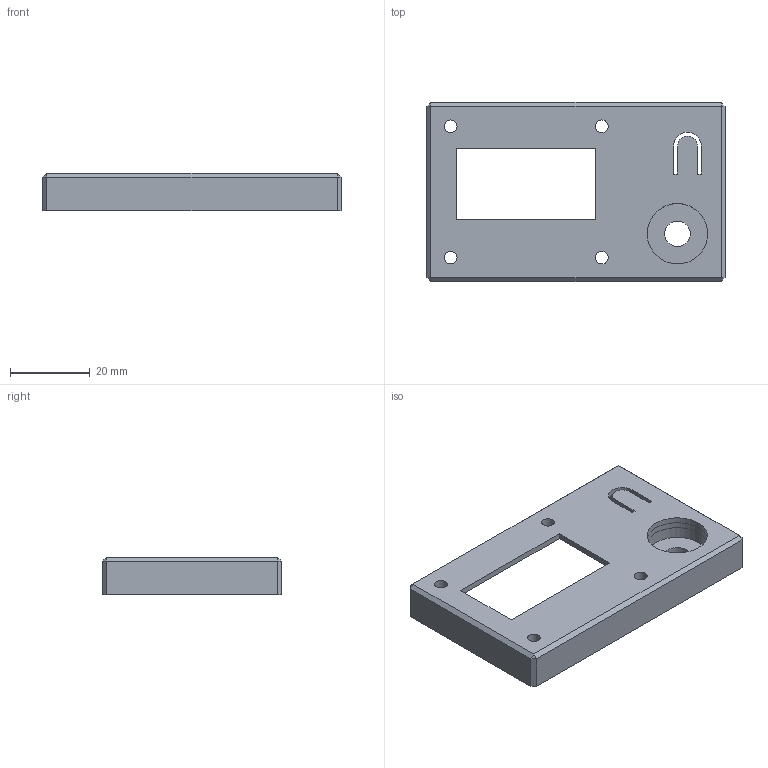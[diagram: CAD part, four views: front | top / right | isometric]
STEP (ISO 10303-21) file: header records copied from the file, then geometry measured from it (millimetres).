
FILE_DESCRIPTION(('FreeCAD Model'),'2;1');
FILE_NAME('Open CASCADE Shape Model','2022-01-15T12:27:28',('Author'),( ''),'Open CASCADE STEP processor 7.5','FreeCAD','Unknown');
FILE_SCHEMA(('AUTOMOTIVE_DESIGN { 1 0 10303 214 1 1 1 1 }'));
Length unit declared in the file: millimetre
Products named in the file (1): lid.case
Bounding box: 75 x 45 x 9.5 mm (x, y, z)
Volume: 8447.9 mm3; surface area: 10221.9 mm2
Topology: 1 solids, 1 shells, 84 faces, 213 edges, 138 vertices
Faces by surface type: plane 60, cylinder 24
Full cylindrical faces by diameter (mm): 2.4 x1, 3.2 x4, 6.4 x1, 15.2 x3
Entity records: 5265 total; most frequent: CARTESIAN_POINT 1031, DIRECTION 746, LINE 452, VECTOR 452, ORIENTED_EDGE 426, PCURVE 426, DEFINITIONAL_REPRESENTATION 426, EDGE_CURVE 213
